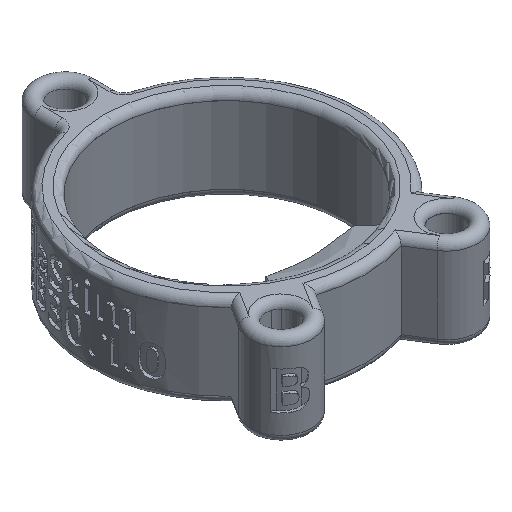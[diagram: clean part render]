
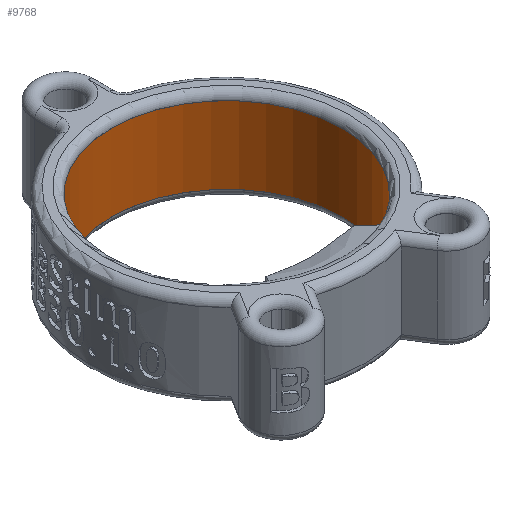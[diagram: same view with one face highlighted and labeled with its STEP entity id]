
A CAD part, isometric view. The second image highlights one B-rep face of the part: STEP entity #9768.
In plain terms, the highlighted cylindrical face has radius 15 mm (diameter 30 mm), a partial arc.
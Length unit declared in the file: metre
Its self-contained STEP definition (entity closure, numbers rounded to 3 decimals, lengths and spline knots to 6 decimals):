
#911=CYLINDRICAL_SURFACE('',#10404,0.015);
#1058=LINE('',#13160,#1742);
#1059=LINE('',#13161,#1743);
#1742=VECTOR('',#11130,1.);
#1743=VECTOR('',#11131,1.);
#2510=ORIENTED_EDGE('',*,*,#5540,.T.);
#2511=ORIENTED_EDGE('',*,*,#5561,.T.);
#2512=ORIENTED_EDGE('',*,*,#5548,.F.);
#2513=ORIENTED_EDGE('',*,*,#5562,.F.);
#5540=EDGE_CURVE('',#7075,#7074,#8076,.T.);
#5548=EDGE_CURVE('',#7081,#7083,#8080,.T.);
#5561=EDGE_CURVE('',#7074,#7083,#1058,.T.);
#5562=EDGE_CURVE('',#7075,#7081,#1059,.T.);
#7074=VERTEX_POINT('',#13117);
#7075=VERTEX_POINT('',#13119);
#7081=VERTEX_POINT('',#13133);
#7083=VERTEX_POINT('',#13136);
#8076=CIRCLE('',#10392,0.015);
#8080=CIRCLE('',#10397,0.015);
#8321=EDGE_LOOP('',(#2510,#2511,#2512,#2513));
#8948=FACE_BOUND('',#8321,.T.);
#9768=ADVANCED_FACE('',(#8948),#911,.F.);
#10392=AXIS2_PLACEMENT_3D('',#13118,#11093,#11094);
#10397=AXIS2_PLACEMENT_3D('',#13135,#11107,#11108);
#10404=AXIS2_PLACEMENT_3D('',#13159,#11128,#11129);
#11093=DIRECTION('',(0.,0.,1.));
#11094=DIRECTION('',(1.,0.,0.));
#11107=DIRECTION('',(0.,0.,1.));
#11108=DIRECTION('',(1.,0.,0.));
#11128=DIRECTION('',(0.,0.,-1.));
#11129=DIRECTION('',(-1.,0.,0.));
#11130=DIRECTION('',(0.,0.,-1.));
#11131=DIRECTION('',(0.,0.,-1.));
#13117=CARTESIAN_POINT('',(-0.008059,-0.012651,0.005));
#13118=CARTESIAN_POINT('',(0.,0.,0.005));
#13119=CARTESIAN_POINT('',(0.008059,-0.012651,0.005));
#13133=CARTESIAN_POINT('',(0.008059,-0.012651,-0.005));
#13135=CARTESIAN_POINT('',(0.,0.,-0.005));
#13136=CARTESIAN_POINT('',(-0.008059,-0.012651,-0.005));
#13159=CARTESIAN_POINT('',(0.,0.,0.005));
#13160=CARTESIAN_POINT('',(-0.008059,-0.012651,0.006002));
#13161=CARTESIAN_POINT('',(0.008059,-0.012651,0.006002));
